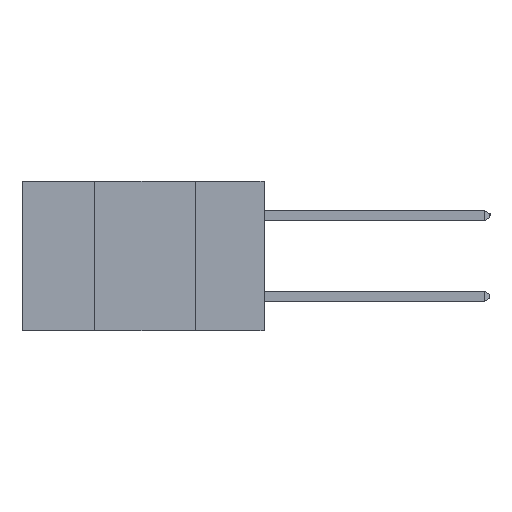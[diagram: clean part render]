
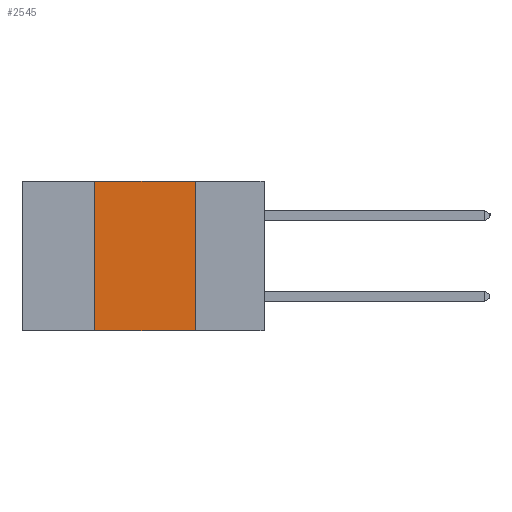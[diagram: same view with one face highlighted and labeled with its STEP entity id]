
A CAD part, left-side view. The second image highlights one B-rep face of the part: STEP entity #2545.
In plain terms, the highlighted planar face has unit normal (-1, 0, 0).
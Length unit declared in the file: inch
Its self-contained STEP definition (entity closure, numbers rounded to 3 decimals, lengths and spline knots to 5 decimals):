
#9 = VECTOR ( 'NONE', #3170, 39.37008 ) ;
#54 = DIRECTION ( 'NONE',  ( 0., 0., -1. ) ) ;
#81 = AXIS2_PLACEMENT_3D ( 'NONE', #5723, #2865, #1065 ) ;
#693 = DIRECTION ( 'NONE',  ( 0., 0., 1. ) ) ;
#1065 = DIRECTION ( 'NONE',  ( 0., 0., -1. ) ) ;
#1100 = CARTESIAN_POINT ( 'NONE',  ( 0., 0.42, -0.37 ) ) ;
#1985 = CARTESIAN_POINT ( 'NONE',  ( 0., 0.17, -0.37 ) ) ;
#2505 = VECTOR ( 'NONE', #693, 39.37008 ) ;
#2545 = ADVANCED_FACE ( 'NONE', ( #4611 ), #4715, .F. ) ;
#2865 = DIRECTION ( 'NONE',  ( 1., 0., 0. ) ) ;
#2872 = EDGE_CURVE ( 'NONE', #7459, #6595, #8154, .T. ) ;
#2956 = EDGE_CURVE ( 'NONE', #4045, #7371, #4847, .T. ) ;
#3170 = DIRECTION ( 'NONE',  ( 0., -1., 0. ) ) ;
#3424 = DIRECTION ( 'NONE',  ( 0., -1., 0. ) ) ;
#3565 = VECTOR ( 'NONE', #3424, 39.37008 ) ;
#4045 = VERTEX_POINT ( 'NONE', #6843 ) ;
#4219 = CARTESIAN_POINT ( 'NONE',  ( 0., 0.17, -0.37 ) ) ;
#4611 = FACE_OUTER_BOUND ( 'NONE', #8477, .T. ) ;
#4715 = PLANE ( 'NONE',  #81 ) ;
#4793 = ORIENTED_EDGE ( 'NONE', *, *, #2956, .F. ) ;
#4847 = LINE ( 'NONE', #1985, #7763 ) ;
#4938 = ORIENTED_EDGE ( 'NONE', *, *, #9155, .F. ) ;
#5191 = ORIENTED_EDGE ( 'NONE', *, *, #7357, .T. ) ;
#5723 = CARTESIAN_POINT ( 'NONE',  ( 0., 0.6, 0. ) ) ;
#6050 = LINE ( 'NONE', #7083, #9 ) ;
#6595 = VERTEX_POINT ( 'NONE', #11222 ) ;
#6843 = CARTESIAN_POINT ( 'NONE',  ( 0., 0.17, 0. ) ) ;
#7083 = CARTESIAN_POINT ( 'NONE',  ( 0., 0.6, -0.37 ) ) ;
#7357 = EDGE_CURVE ( 'NONE', #7459, #7371, #6050, .T. ) ;
#7371 = VERTEX_POINT ( 'NONE', #4219 ) ;
#7378 = CARTESIAN_POINT ( 'NONE',  ( 0., 0.6, 0. ) ) ;
#7404 = CARTESIAN_POINT ( 'NONE',  ( 0., 0.42, -0.37 ) ) ;
#7459 = VERTEX_POINT ( 'NONE', #1100 ) ;
#7763 = VECTOR ( 'NONE', #54, 39.37008 ) ;
#8135 = LINE ( 'NONE', #7378, #3565 ) ;
#8154 = LINE ( 'NONE', #7404, #2505 ) ;
#8477 = EDGE_LOOP ( 'NONE', ( #4793, #4938, #9008, #5191 ) ) ;
#9008 = ORIENTED_EDGE ( 'NONE', *, *, #2872, .F. ) ;
#9155 = EDGE_CURVE ( 'NONE', #6595, #4045, #8135, .T. ) ;
#11222 = CARTESIAN_POINT ( 'NONE',  ( 0., 0.42, 0. ) ) ;
